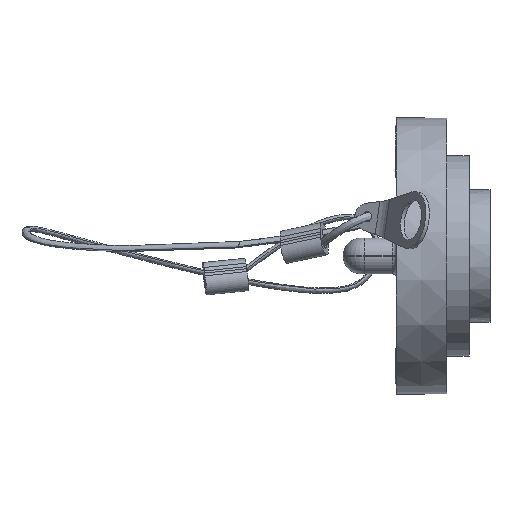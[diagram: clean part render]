
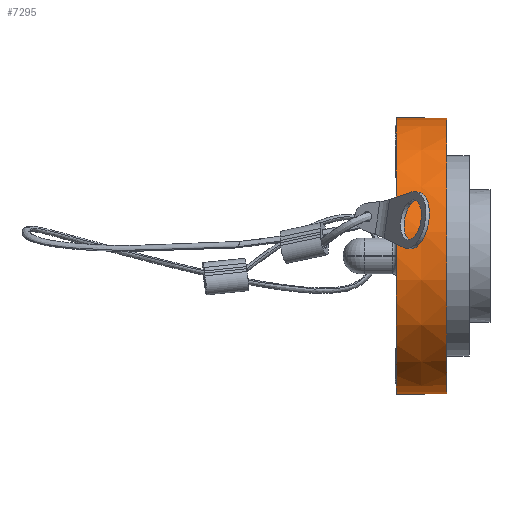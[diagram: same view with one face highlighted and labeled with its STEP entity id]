
A CAD part, top view. The second image highlights one B-rep face of the part: STEP entity #7295.
In plain terms, the highlighted conical face has half-angle 0.728 degrees and reference radius 41.078 mm.
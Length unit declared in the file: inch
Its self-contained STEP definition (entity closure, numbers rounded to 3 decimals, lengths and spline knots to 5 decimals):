
#842 = CARTESIAN_POINT ( 'NONE',  ( 24.72665, 35.73571, 50.85126 ) ) ;
#946 = DIRECTION ( 'NONE',  ( -1., 0., 0. ) ) ;
#2175 = EDGE_CURVE ( 'NONE', #3008, #8406, #14348, .T. ) ;
#2967 = ORIENTED_EDGE ( 'NONE', *, *, #18344, .F. ) ;
#3008 = VERTEX_POINT ( 'NONE', #4936 ) ;
#3981 = AXIS2_PLACEMENT_3D ( 'NONE', #10057, #15777, #9691 ) ;
#4628 = EDGE_LOOP ( 'NONE', ( #17987, #2967, #6326, #5874 ) ) ;
#4776 = VERTEX_POINT ( 'NONE', #842 ) ;
#4845 = AXIS2_PLACEMENT_3D ( 'NONE', #5633, #946, #9644 ) ;
#4936 = CARTESIAN_POINT ( 'NONE',  ( 24.72665, 32.50071, 50.85126 ) ) ;
#5633 = CARTESIAN_POINT ( 'NONE',  ( 24.74633, 34.11821, 50.85126 ) ) ;
#5874 = ORIENTED_EDGE ( 'NONE', *, *, #12523, .T. ) ;
#6326 = ORIENTED_EDGE ( 'NONE', *, *, #2175, .F. ) ;
#7067 = VERTEX_POINT ( 'NONE', #13976 ) ;
#7295 = ADVANCED_FACE ( 'NONE', ( #8154 ), #18304, .T. ) ;
#7355 = CARTESIAN_POINT ( 'NONE',  ( 24.72665, 34.11821, 50.85126 ) ) ;
#8154 = FACE_OUTER_BOUND ( 'NONE', #4628, .T. ) ;
#8315 = AXIS2_PLACEMENT_3D ( 'NONE', #7355, #14361, #14280 ) ;
#8406 = VERTEX_POINT ( 'NONE', #15999 ) ;
#8496 = VECTOR ( 'NONE', #18403, 39.37008 ) ;
#8760 = VECTOR ( 'NONE', #17468, 39.37008 ) ;
#9644 = DIRECTION ( 'NONE',  ( 0., -0.995, -0.104 ) ) ;
#9691 = DIRECTION ( 'NONE',  ( 0., -1., 0. ) ) ;
#10057 = CARTESIAN_POINT ( 'NONE',  ( 24.13665, 34.11821, 50.85126 ) ) ;
#12030 = CIRCLE ( 'NONE', #3981, 1.625 ) ;
#12523 = EDGE_CURVE ( 'NONE', #3008, #4776, #13969, .T. ) ;
#13969 = CIRCLE ( 'NONE', #8315, 1.6175 ) ;
#13976 = CARTESIAN_POINT ( 'NONE',  ( 24.13665, 35.74321, 50.85126 ) ) ;
#14264 = CARTESIAN_POINT ( 'NONE',  ( 24.74633, 32.50096, 50.85126 ) ) ;
#14280 = DIRECTION ( 'NONE',  ( 0., -1., 0. ) ) ;
#14348 = LINE ( 'NONE', #14264, #8496 ) ;
#14361 = DIRECTION ( 'NONE',  ( -1., 0., 0. ) ) ;
#15777 = DIRECTION ( 'NONE',  ( -1., 0., 0. ) ) ;
#15858 = LINE ( 'NONE', #17561, #8760 ) ;
#15999 = CARTESIAN_POINT ( 'NONE',  ( 24.13665, 32.49321, 50.85126 ) ) ;
#17468 = DIRECTION ( 'NONE',  ( -1., 0.013, 0. ) ) ;
#17561 = CARTESIAN_POINT ( 'NONE',  ( 24.72665, 35.73571, 50.85126 ) ) ;
#17987 = ORIENTED_EDGE ( 'NONE', *, *, #18356, .T. ) ;
#18304 = CONICAL_SURFACE ( 'NONE', #4845, 1.61725, 0.013 ) ;
#18344 = EDGE_CURVE ( 'NONE', #8406, #7067, #12030, .T. ) ;
#18356 = EDGE_CURVE ( 'NONE', #4776, #7067, #15858, .T. ) ;
#18403 = DIRECTION ( 'NONE',  ( -1., -0.013, 0. ) ) ;
